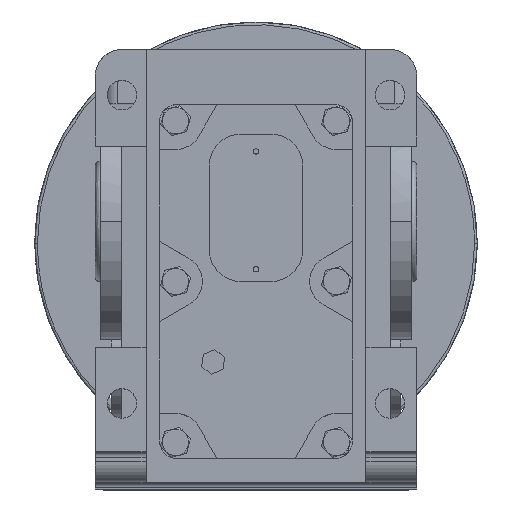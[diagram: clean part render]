
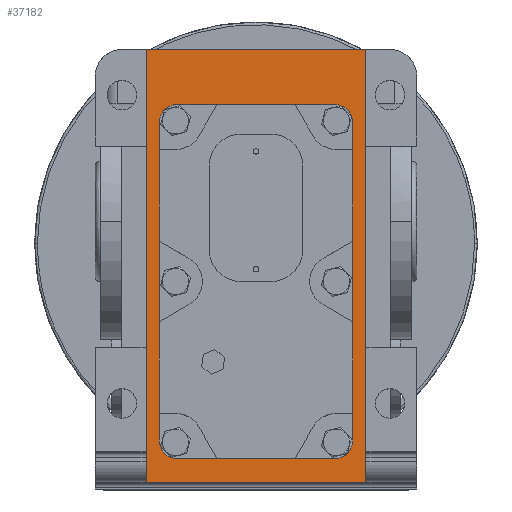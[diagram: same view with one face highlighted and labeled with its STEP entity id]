
A CAD part, top view. The second image highlights one B-rep face of the part: STEP entity #37182.
In plain terms, the highlighted planar face has unit normal (0, 0, 1).
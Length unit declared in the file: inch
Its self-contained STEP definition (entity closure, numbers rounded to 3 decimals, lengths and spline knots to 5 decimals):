
#490 = CARTESIAN_POINT ( 'NONE',  ( -1.67608, -2.50918, 3.50394 ) ) ;
#1107 = VECTOR ( 'NONE', #17128, 39.37008 ) ;
#1359 = CARTESIAN_POINT ( 'NONE',  ( -1.93199, -2.86351, 3.50394 ) ) ;
#1492 = CIRCLE ( 'NONE', #17645, 0.25591 ) ;
#1903 = AXIS2_PLACEMENT_3D ( 'NONE', #9434, #19782, #2126 ) ;
#2126 = DIRECTION ( 'NONE',  ( 1., 0., 0. ) ) ;
#2278 = PLANE ( 'NONE',  #1903 ) ;
#2693 = EDGE_CURVE ( 'NONE', #29663, #21028, #6594, .T. ) ;
#2694 = CARTESIAN_POINT ( 'NONE',  ( 1.09951, 3.49476, 3.50394 ) ) ;
#3714 = VERTEX_POINT ( 'NONE', #31680 ) ;
#4406 = DIRECTION ( 'NONE',  ( 0., 1., 0. ) ) ;
#5069 = VECTOR ( 'NONE', #43802, 39.37008 ) ;
#5865 = AXIS2_PLACEMENT_3D ( 'NONE', #28974, #32448, #44606 ) ;
#5958 = LINE ( 'NONE', #33069, #39626 ) ;
#6594 = LINE ( 'NONE', #36775, #1107 ) ;
#6605 = VECTOR ( 'NONE', #43946, 39.37008 ) ;
#7618 = DIRECTION ( 'NONE',  ( 1., 0., 0. ) ) ;
#7699 = LINE ( 'NONE', #16159, #6605 ) ;
#9260 = CIRCLE ( 'NONE', #41605, 0.25591 ) ;
#9341 = DIRECTION ( 'NONE',  ( 0., -1., 0. ) ) ;
#9434 = CARTESIAN_POINT ( 'NONE',  ( 1.09951, -2.86351, 3.50394 ) ) ;
#9501 = EDGE_LOOP ( 'NONE', ( #14322, #24621, #37465, #34814 ) ) ;
#10602 = EDGE_CURVE ( 'NONE', #32998, #3714, #14304, .T. ) ;
#11717 = ORIENTED_EDGE ( 'NONE', *, *, #38603, .T. ) ;
#12750 = VERTEX_POINT ( 'NONE', #37646 ) ;
#14304 = LINE ( 'NONE', #19830, #5069 ) ;
#14322 = ORIENTED_EDGE ( 'NONE', *, *, #10602, .T. ) ;
#14583 = VECTOR ( 'NONE', #4406, 39.37008 ) ;
#15476 = VERTEX_POINT ( 'NONE', #41222 ) ;
#15746 = DIRECTION ( 'NONE',  ( -1., 0., 0. ) ) ;
#16159 = CARTESIAN_POINT ( 'NONE',  ( 1.09951, -2.86351, 3.50394 ) ) ;
#17128 = DIRECTION ( 'NONE',  ( 1., 0., 0. ) ) ;
#17525 = LINE ( 'NONE', #40295, #22947 ) ;
#17645 = AXIS2_PLACEMENT_3D ( 'NONE', #32643, #42831, #35982 ) ;
#17905 = CIRCLE ( 'NONE', #34849, 0.25591 ) ;
#17968 = DIRECTION ( 'NONE',  ( 0., 0., -1. ) ) ;
#18284 = EDGE_CURVE ( 'NONE', #3714, #12750, #30692, .T. ) ;
#18758 = CARTESIAN_POINT ( 'NONE',  ( 0.64687, 2.68768, 3.50394 ) ) ;
#19103 = ORIENTED_EDGE ( 'NONE', *, *, #34940, .T. ) ;
#19492 = VERTEX_POINT ( 'NONE', #22244 ) ;
#19782 = DIRECTION ( 'NONE',  ( 0., 0., 1. ) ) ;
#19830 = CARTESIAN_POINT ( 'NONE',  ( -2.87687, 3.49476, 3.50394 ) ) ;
#20346 = EDGE_CURVE ( 'NONE', #12750, #44848, #7699, .T. ) ;
#20583 = DIRECTION ( 'NONE',  ( 0., 0., -1. ) ) ;
#20723 = DIRECTION ( 'NONE',  ( 1., 0., 0. ) ) ;
#21028 = VERTEX_POINT ( 'NONE', #18758 ) ;
#21538 = EDGE_CURVE ( 'NONE', #21028, #40648, #9260, .T. ) ;
#21692 = ORIENTED_EDGE ( 'NONE', *, *, #23586, .T. ) ;
#22244 = CARTESIAN_POINT ( 'NONE',  ( 0.90266, -2.25327, 3.50394 ) ) ;
#22255 = EDGE_CURVE ( 'NONE', #15476, #27286, #5958, .T. ) ;
#22947 = VECTOR ( 'NONE', #9341, 39.37008 ) ;
#23586 = EDGE_CURVE ( 'NONE', #35722, #27941, #25438, .T. ) ;
#23640 = EDGE_CURVE ( 'NONE', #27941, #29663, #1492, .T. ) ;
#24621 = ORIENTED_EDGE ( 'NONE', *, *, #18284, .T. ) ;
#24667 = ORIENTED_EDGE ( 'NONE', *, *, #22255, .T. ) ;
#24908 = LINE ( 'NONE', #31186, #42279 ) ;
#25438 = LINE ( 'NONE', #1359, #14583 ) ;
#25556 = FACE_BOUND ( 'NONE', #33872, .T. ) ;
#27286 = VERTEX_POINT ( 'NONE', #490 ) ;
#27941 = VERTEX_POINT ( 'NONE', #28854 ) ;
#28854 = CARTESIAN_POINT ( 'NONE',  ( -1.93199, 2.43964, 3.50394 ) ) ;
#28974 = CARTESIAN_POINT ( 'NONE',  ( 0.64675, -2.25327, 3.50394 ) ) ;
#29545 = EDGE_CURVE ( 'NONE', #19492, #15476, #44551, .T. ) ;
#29663 = VERTEX_POINT ( 'NONE', #37854 ) ;
#30692 = LINE ( 'NONE', #38196, #33926 ) ;
#31186 = CARTESIAN_POINT ( 'NONE',  ( 1.09951, -2.86351, 3.50394 ) ) ;
#31680 = CARTESIAN_POINT ( 'NONE',  ( -2.12884, 3.49476, 3.50394 ) ) ;
#32346 = ORIENTED_EDGE ( 'NONE', *, *, #2693, .T. ) ;
#32432 = CARTESIAN_POINT ( 'NONE',  ( -1.93199, -2.25327, 3.50394 ) ) ;
#32433 = ORIENTED_EDGE ( 'NONE', *, *, #21538, .T. ) ;
#32448 = DIRECTION ( 'NONE',  ( 0., 0., -1. ) ) ;
#32643 = CARTESIAN_POINT ( 'NONE',  ( -1.6762, 2.43177, 3.50394 ) ) ;
#32998 = VERTEX_POINT ( 'NONE', #2694 ) ;
#33069 = CARTESIAN_POINT ( 'NONE',  ( 1.09951, -2.50918, 3.50394 ) ) ;
#33373 = ORIENTED_EDGE ( 'NONE', *, *, #29545, .T. ) ;
#33872 = EDGE_LOOP ( 'NONE', ( #32433, #19103, #33373, #24667, #11717, #21692, #36137, #32346 ) ) ;
#33926 = VECTOR ( 'NONE', #37617, 39.37008 ) ;
#34814 = ORIENTED_EDGE ( 'NONE', *, *, #39460, .T. ) ;
#34849 = AXIS2_PLACEMENT_3D ( 'NONE', #38012, #20583, #20723 ) ;
#34940 = EDGE_CURVE ( 'NONE', #40648, #19492, #17525, .T. ) ;
#35722 = VERTEX_POINT ( 'NONE', #32432 ) ;
#35982 = DIRECTION ( 'NONE',  ( 1., 0., 0. ) ) ;
#36137 = ORIENTED_EDGE ( 'NONE', *, *, #23640, .T. ) ;
#36618 = CARTESIAN_POINT ( 'NONE',  ( 0.90266, 2.43964, 3.50394 ) ) ;
#36775 = CARTESIAN_POINT ( 'NONE',  ( 1.09951, 2.68768, 3.50394 ) ) ;
#37182 = ADVANCED_FACE ( 'NONE', ( #25556, #40752 ), #2278, .T. ) ;
#37465 = ORIENTED_EDGE ( 'NONE', *, *, #20346, .T. ) ;
#37617 = DIRECTION ( 'NONE',  ( 0., -1., 0. ) ) ;
#37646 = CARTESIAN_POINT ( 'NONE',  ( -2.12884, -2.86351, 3.50394 ) ) ;
#37854 = CARTESIAN_POINT ( 'NONE',  ( -1.6762, 2.68768, 3.50394 ) ) ;
#38012 = CARTESIAN_POINT ( 'NONE',  ( -1.67608, -2.25327, 3.50394 ) ) ;
#38196 = CARTESIAN_POINT ( 'NONE',  ( -2.12884, -2.96193, 3.50394 ) ) ;
#38603 = EDGE_CURVE ( 'NONE', #27286, #35722, #17905, .T. ) ;
#39460 = EDGE_CURVE ( 'NONE', #44848, #32998, #24908, .T. ) ;
#39626 = VECTOR ( 'NONE', #15746, 39.37008 ) ;
#40156 = CARTESIAN_POINT ( 'NONE',  ( 1.09951, -2.86351, 3.50394 ) ) ;
#40295 = CARTESIAN_POINT ( 'NONE',  ( 0.90266, -2.86351, 3.50394 ) ) ;
#40648 = VERTEX_POINT ( 'NONE', #36618 ) ;
#40752 = FACE_OUTER_BOUND ( 'NONE', #9501, .T. ) ;
#41222 = CARTESIAN_POINT ( 'NONE',  ( 0.64675, -2.50918, 3.50394 ) ) ;
#41605 = AXIS2_PLACEMENT_3D ( 'NONE', #41934, #17968, #7618 ) ;
#41780 = DIRECTION ( 'NONE',  ( 0., 1., 0. ) ) ;
#41934 = CARTESIAN_POINT ( 'NONE',  ( 0.64687, 2.43177, 3.50394 ) ) ;
#42279 = VECTOR ( 'NONE', #41780, 39.37008 ) ;
#42831 = DIRECTION ( 'NONE',  ( 0., 0., -1. ) ) ;
#43802 = DIRECTION ( 'NONE',  ( -1., 0., 0. ) ) ;
#43946 = DIRECTION ( 'NONE',  ( 1., 0., 0. ) ) ;
#44551 = CIRCLE ( 'NONE', #5865, 0.25591 ) ;
#44606 = DIRECTION ( 'NONE',  ( 1., 0., 0. ) ) ;
#44848 = VERTEX_POINT ( 'NONE', #40156 ) ;
